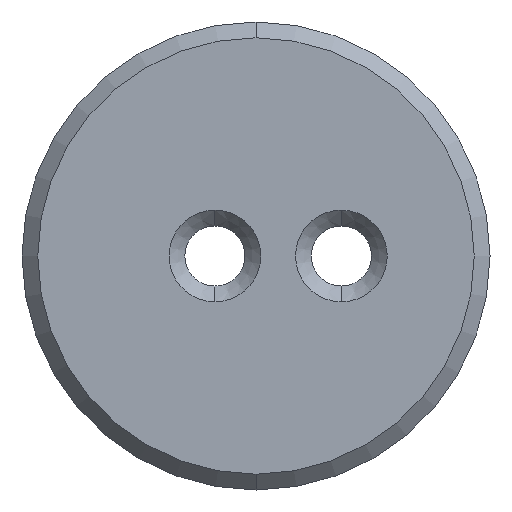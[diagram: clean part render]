
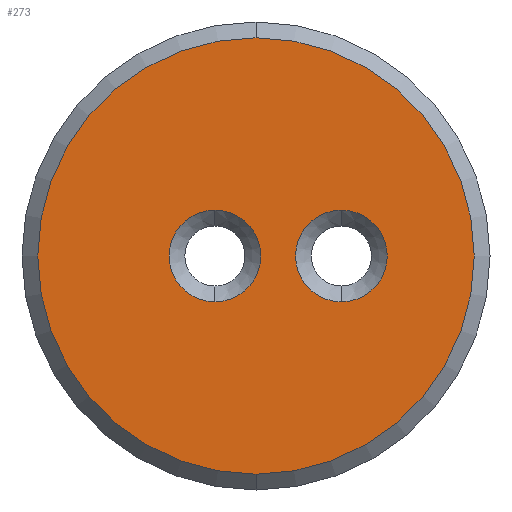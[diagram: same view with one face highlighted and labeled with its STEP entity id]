
A CAD part, front view. The second image highlights one B-rep face of the part: STEP entity #273.
In plain terms, the highlighted planar face has unit normal (0, -1, 0).
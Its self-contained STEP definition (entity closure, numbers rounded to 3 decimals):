
#1 = CARTESIAN_POINT ( 'NONE',  ( 2.7, 0., 1.45 ) ) ;
#3 = CARTESIAN_POINT ( 'NONE',  ( 0., 0., -6.9 ) ) ;
#11 = ORIENTED_EDGE ( 'NONE', *, *, #25, .T. ) ;
#15 = CIRCLE ( 'NONE', #178, 1.45 ) ;
#25 = EDGE_CURVE ( 'NONE', #220, #575, #333, .T. ) ;
#29 = CIRCLE ( 'NONE', #162, 1.45 ) ;
#46 = DIRECTION ( 'NONE',  ( 0., 1., 0. ) ) ;
#64 = CIRCLE ( 'NONE', #150, 6.9 ) ;
#67 = DIRECTION ( 'NONE',  ( 0., -1., 0. ) ) ;
#70 = DIRECTION ( 'NONE',  ( 0., 0., 1. ) ) ;
#98 = DIRECTION ( 'NONE',  ( 0., 0., 1. ) ) ;
#114 = EDGE_CURVE ( 'NONE', #133, #396, #15, .T. ) ;
#119 = AXIS2_PLACEMENT_3D ( 'NONE', #199, #477, #369 ) ;
#133 = VERTEX_POINT ( 'NONE', #592 ) ;
#146 = DIRECTION ( 'NONE',  ( 0., 0., 1. ) ) ;
#150 = AXIS2_PLACEMENT_3D ( 'NONE', #499, #223, #261 ) ;
#162 = AXIS2_PLACEMENT_3D ( 'NONE', #302, #343, #70 ) ;
#166 = EDGE_CURVE ( 'NONE', #462, #227, #412, .T. ) ;
#170 = ORIENTED_EDGE ( 'NONE', *, *, #114, .T. ) ;
#178 = AXIS2_PLACEMENT_3D ( 'NONE', #382, #434, #342 ) ;
#197 = ORIENTED_EDGE ( 'NONE', *, *, #166, .T. ) ;
#199 = CARTESIAN_POINT ( 'NONE',  ( 2.7, 0., 0. ) ) ;
#205 = CARTESIAN_POINT ( 'NONE',  ( 0., 0., 6.9 ) ) ;
#220 = VERTEX_POINT ( 'NONE', #3 ) ;
#223 = DIRECTION ( 'NONE',  ( 0., -1., 0. ) ) ;
#227 = VERTEX_POINT ( 'NONE', #1 ) ;
#243 = FACE_BOUND ( 'NONE', #405, .T. ) ;
#250 = CARTESIAN_POINT ( 'NONE',  ( 0., 0., 0. ) ) ;
#261 = DIRECTION ( 'NONE',  ( 0., 0., 1. ) ) ;
#273 = ADVANCED_FACE ( 'NONE', ( #243, #519, #328 ), #615, .F. ) ;
#283 = CARTESIAN_POINT ( 'NONE',  ( 2.7, 0., 0. ) ) ;
#293 = EDGE_CURVE ( 'NONE', #227, #462, #467, .T. ) ;
#299 = AXIS2_PLACEMENT_3D ( 'NONE', #283, #46, #98 ) ;
#302 = CARTESIAN_POINT ( 'NONE',  ( -1.3, 0., 0. ) ) ;
#328 = FACE_OUTER_BOUND ( 'NONE', #378, .T. ) ;
#329 = ORIENTED_EDGE ( 'NONE', *, *, #554, .T. ) ;
#333 = CIRCLE ( 'NONE', #370, 6.9 ) ;
#342 = DIRECTION ( 'NONE',  ( 0., 0., 1. ) ) ;
#343 = DIRECTION ( 'NONE',  ( 0., 1., 0. ) ) ;
#355 = EDGE_LOOP ( 'NONE', ( #197, #409 ) ) ;
#366 = CARTESIAN_POINT ( 'NONE',  ( 2.7, 0., -1.45 ) ) ;
#369 = DIRECTION ( 'NONE',  ( 0., 0., 1. ) ) ;
#370 = AXIS2_PLACEMENT_3D ( 'NONE', #250, #67, #534 ) ;
#378 = EDGE_LOOP ( 'NONE', ( #458, #11 ) ) ;
#382 = CARTESIAN_POINT ( 'NONE',  ( -1.3, 0., 0. ) ) ;
#396 = VERTEX_POINT ( 'NONE', #411 ) ;
#405 = EDGE_LOOP ( 'NONE', ( #170, #329 ) ) ;
#409 = ORIENTED_EDGE ( 'NONE', *, *, #293, .T. ) ;
#411 = CARTESIAN_POINT ( 'NONE',  ( -1.3, 0., 1.45 ) ) ;
#412 = CIRCLE ( 'NONE', #119, 1.45 ) ;
#421 = EDGE_CURVE ( 'NONE', #575, #220, #64, .T. ) ;
#430 = DIRECTION ( 'NONE',  ( 0., 1., 0. ) ) ;
#434 = DIRECTION ( 'NONE',  ( 0., 1., 0. ) ) ;
#445 = AXIS2_PLACEMENT_3D ( 'NONE', #617, #430, #146 ) ;
#458 = ORIENTED_EDGE ( 'NONE', *, *, #421, .T. ) ;
#462 = VERTEX_POINT ( 'NONE', #366 ) ;
#467 = CIRCLE ( 'NONE', #299, 1.45 ) ;
#477 = DIRECTION ( 'NONE',  ( 0., 1., 0. ) ) ;
#499 = CARTESIAN_POINT ( 'NONE',  ( 0., 0., 0. ) ) ;
#519 = FACE_BOUND ( 'NONE', #355, .T. ) ;
#534 = DIRECTION ( 'NONE',  ( 0., 0., 1. ) ) ;
#554 = EDGE_CURVE ( 'NONE', #396, #133, #29, .T. ) ;
#575 = VERTEX_POINT ( 'NONE', #205 ) ;
#592 = CARTESIAN_POINT ( 'NONE',  ( -1.3, 0., -1.45 ) ) ;
#615 = PLANE ( 'NONE',  #445 ) ;
#617 = CARTESIAN_POINT ( 'NONE',  ( 0., 0., 0. ) ) ;
